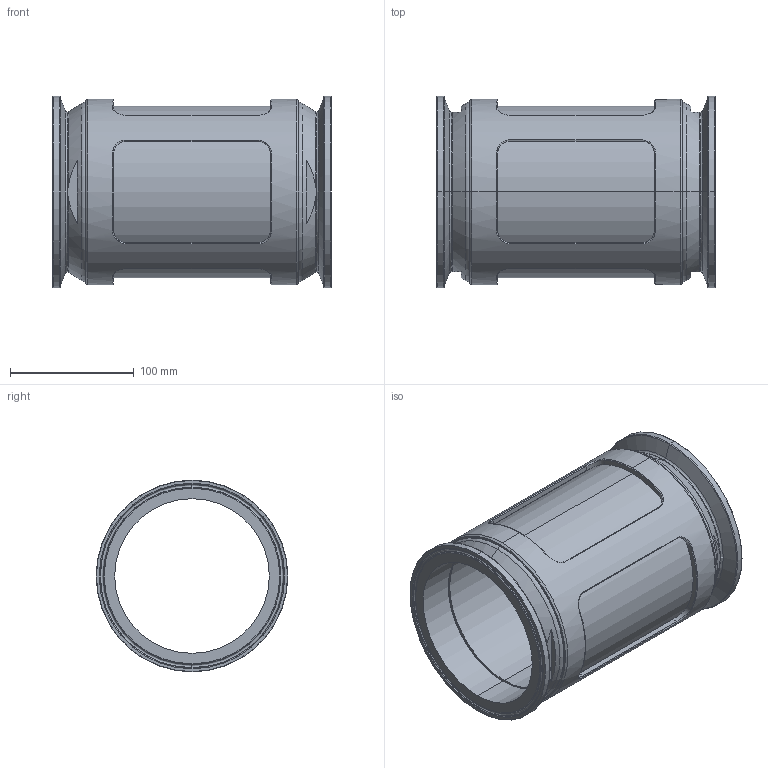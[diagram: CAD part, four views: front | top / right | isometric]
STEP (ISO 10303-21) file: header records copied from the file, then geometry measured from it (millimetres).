
FILE_DESCRIPTION (( 'STEP AP214' ), '1' );
FILE_NAME ('SG.SV.D125.STEP', '2020-02-10T14:31:47', ( '' ), ( '' ), 'SwSTEP 2.0', 'SolidWorks 2019', '' );
FILE_SCHEMA (( 'AUTOMOTIVE_DESIGN' ));
Length unit declared in the file: millimetre
Products named in the file (6): C0444 - VFI ORINGS_DN125C; C0444 - SVFI BODIES_DN125; C0444 - SVFI FLANGE ENDS_DN125; SG.SV.D125; C0444 - VFI ORINGS_DN125S; DIN 32676 - STD - VFI - GLASS_DN125
Assembly tree (8 placements, depth 2):
  SG.SV.D125
    C0444 - SVFI BODIES_DN125
    C0444 - VFI ORINGS_DN125S  x2
    C0444 - SVFI FLANGE ENDS_DN125  x2
    C0444 - VFI ORINGS_DN125C  x2
    DIN 32676 - STD - VFI - GLASS_DN125
Bounding box: 225 x 155 x 155 mm (x, y, z)
Volume: 829858.3 mm3; surface area: 359521.6 mm2
Topology: 8 solids, 8 shells, 360 faces, 846 edges, 510 vertices
Faces by surface type: cylinder 120, torus 92, plane 70, cone 44, bspline 34
Entity records: 20176 total; most frequent: CARTESIAN_POINT 14131, ORIENTED_EDGE 1282, DIRECTION 1165, EDGE_CURVE 641, AXIS2_PLACEMENT_3D 494, VERTEX_POINT 390, EDGE_LOOP 295, ADVANCED_FACE 269
